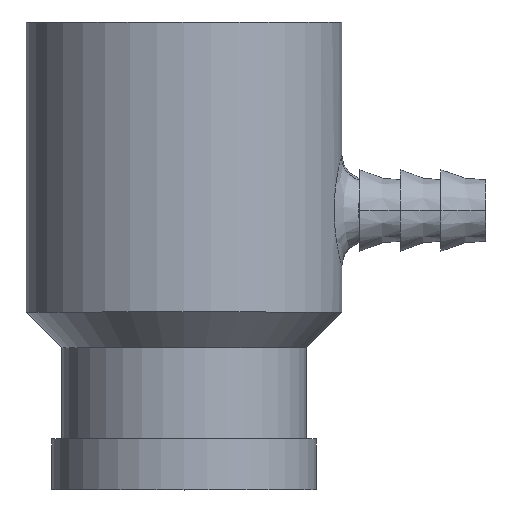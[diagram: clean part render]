
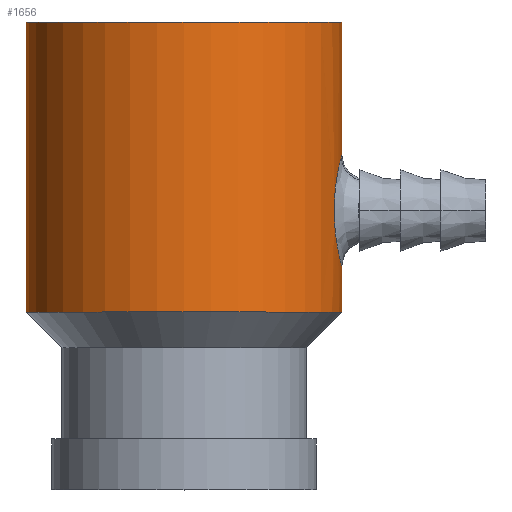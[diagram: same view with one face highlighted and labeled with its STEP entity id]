
A CAD part, top view. The second image highlights one B-rep face of the part: STEP entity #1656.
In plain terms, the highlighted cylindrical face has radius 15.5 mm (diameter 31 mm), a partial arc.
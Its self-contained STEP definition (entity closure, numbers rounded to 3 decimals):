
#9 = CARTESIAN_POINT ( 'NONE',  ( -15.955, 47.986, 102.661 ) ) ;
#13 = CARTESIAN_POINT ( 'NONE',  ( -16.442, 50.75, 104.949 ) ) ;
#18 = CARTESIAN_POINT ( 'NONE',  ( -15.82, 58.45, 100.6 ) ) ;
#19 = CARTESIAN_POINT ( 'NONE',  ( -16.074, 48.508, 103.407 ) ) ;
#23 = CARTESIAN_POINT ( 'NONE',  ( -15.865, 47.622, 101.813 ) ) ;
#86 = VECTOR ( 'NONE', #144, 1000. ) ;
#133 = VERTEX_POINT ( 'NONE', #997 ) ;
#135 = DIRECTION ( 'NONE',  ( 0., 1., 0. ) ) ;
#144 = DIRECTION ( 'NONE',  ( 0., 1., 0. ) ) ;
#190 = CARTESIAN_POINT ( 'NONE',  ( -15.993, 48.144, 102.921 ) ) ;
#207 = CARTESIAN_POINT ( 'NONE',  ( -16.557, 53.466, 105.323 ) ) ;
#210 = EDGE_CURVE ( 'NONE', #2114, #977, #639, .T. ) ;
#214 = CARTESIAN_POINT ( 'NONE',  ( -16.43, 55.256, 104.908 ) ) ;
#215 = ORIENTED_EDGE ( 'NONE', *, *, #1017, .F. ) ;
#218 = VERTEX_POINT ( 'NONE', #1146 ) ;
#219 = CARTESIAN_POINT ( 'NONE',  ( -16.373, 50.19, 104.706 ) ) ;
#266 = CARTESIAN_POINT ( 'NONE',  ( -15.883, 58.206, 101.994 ) ) ;
#295 = DIRECTION ( 'NONE',  ( -1., 0., 0. ) ) ;
#300 = CARTESIAN_POINT ( 'NONE',  ( -46.82, 25.5, 100.6 ) ) ;
#375 = AXIS2_PLACEMENT_3D ( 'NONE', #1237, #1809, #1625 ) ;
#392 = ORIENTED_EDGE ( 'NONE', *, *, #1724, .T. ) ;
#401 = CARTESIAN_POINT ( 'NONE',  ( -15.829, 47.486, 101.219 ) ) ;
#467 = FACE_OUTER_BOUND ( 'NONE', #1627, .T. ) ;
#473 = CARTESIAN_POINT ( 'NONE',  ( -31.32, 42.95, 100.6 ) ) ;
#554 = CARTESIAN_POINT ( 'NONE',  ( -15.82, 58.45, 100.836 ) ) ;
#573 = CARTESIAN_POINT ( 'NONE',  ( -15.82, 47.45, 100.911 ) ) ;
#579 = LINE ( 'NONE', #1499, #86 ) ;
#582 = CARTESIAN_POINT ( 'NONE',  ( -16.319, 56.08, 104.504 ) ) ;
#595 = CARTESIAN_POINT ( 'NONE',  ( -16.277, 56.337, 104.342 ) ) ;
#639 = B_SPLINE_CURVE_WITH_KNOTS ( 'NONE', 3,
 ( #1524, #573, #401, #23, #1367, #9, #190, #19, #1360, #976, #1543, #1935, #219, #13, #1730, #1921, #2318, #1345, #2115, #207, #1166, #1553, #1720, #214, #1535, #582, #595, #765, #2105, #1527, #954, #781, #2294, #1746 ),
 .UNSPECIFIED., .F., .F.,
 ( 4, 2, 2, 2, 2, 2, 2, 2, 2, 2, 2, 2, 2, 2, 2, 2, 4 ),
 ( 0., 0.001, 0.002, 0.003, 0.004, 0.005, 0.006, 0.007, 0.007, 0.008, 0.009, 0.01, 0.011, 0.012, 0.013, 0.014, 0.015 ),
 .UNSPECIFIED. ) ;
#737 = CARTESIAN_POINT ( 'NONE',  ( -15.863, 58.285, 101.773 ) ) ;
#745 = ORIENTED_EDGE ( 'NONE', *, *, #2308, .T. ) ;
#749 = VECTOR ( 'NONE', #135, 1000. ) ;
#751 = VECTOR ( 'NONE', #2316, 1000. ) ;
#765 = CARTESIAN_POINT ( 'NONE',  ( -16.19, 56.824, 103.973 ) ) ;
#781 = CARTESIAN_POINT ( 'NONE',  ( -15.942, 57.97, 102.558 ) ) ;
#795 = CARTESIAN_POINT ( 'NONE',  ( -15.82, 25.5, 100.6 ) ) ;
#896 = EDGE_CURVE ( 'NONE', #133, #2114, #2388, .T. ) ;
#954 = CARTESIAN_POINT ( 'NONE',  ( -16.018, 57.648, 103.081 ) ) ;
#976 = CARTESIAN_POINT ( 'NONE',  ( -16.207, 49.165, 104.048 ) ) ;
#977 = VERTEX_POINT ( 'NONE', #266 ) ;
#997 = CARTESIAN_POINT ( 'NONE',  ( -15.82, 42.95, 100.6 ) ) ;
#1017 = EDGE_CURVE ( 'NONE', #2137, #2421, #1459, .T. ) ;
#1116 = CARTESIAN_POINT ( 'NONE',  ( -15.847, 58.347, 101.545 ) ) ;
#1146 = CARTESIAN_POINT ( 'NONE',  ( -46.82, 42.95, 100.6 ) ) ;
#1166 = CARTESIAN_POINT ( 'NONE',  ( -16.546, 53.776, 105.29 ) ) ;
#1237 = CARTESIAN_POINT ( 'NONE',  ( -31.32, 71.45, 100.6 ) ) ;
#1268 = ORIENTED_EDGE ( 'NONE', *, *, #1751, .F. ) ;
#1345 = CARTESIAN_POINT ( 'NONE',  ( -16.56, 52.546, 105.331 ) ) ;
#1360 = CARTESIAN_POINT ( 'NONE',  ( -16.119, 48.716, 103.636 ) ) ;
#1367 = CARTESIAN_POINT ( 'NONE',  ( -15.891, 47.723, 102.105 ) ) ;
#1388 = CARTESIAN_POINT ( 'NONE',  ( -15.82, 71.45, 100.6 ) ) ;
#1408 = CARTESIAN_POINT ( 'NONE',  ( -31.32, 25.5, 100.6 ) ) ;
#1459 = CIRCLE ( 'NONE', #375, 15.5 ) ;
#1476 = CARTESIAN_POINT ( 'NONE',  ( -15.883, 58.206, 101.994 ) ) ;
#1499 = CARTESIAN_POINT ( 'NONE',  ( -15.82, 25.5, 100.6 ) ) ;
#1524 = CARTESIAN_POINT ( 'NONE',  ( -15.82, 47.45, 100.6 ) ) ;
#1527 = CARTESIAN_POINT ( 'NONE',  ( -16.059, 57.463, 103.322 ) ) ;
#1532 = AXIS2_PLACEMENT_3D ( 'NONE', #1408, #2159, #295 ) ;
#1535 = CARTESIAN_POINT ( 'NONE',  ( -16.395, 55.541, 104.786 ) ) ;
#1543 = CARTESIAN_POINT ( 'NONE',  ( -16.251, 49.405, 104.232 ) ) ;
#1553 = CARTESIAN_POINT ( 'NONE',  ( -16.512, 54.38, 105.181 ) ) ;
#1558 = ORIENTED_EDGE ( 'NONE', *, *, #2223, .T. ) ;
#1580 = AXIS2_PLACEMENT_3D ( 'NONE', #473, #1864, #1642 ) ;
#1619 = CARTESIAN_POINT ( 'NONE',  ( -15.82, 47.45, 100.6 ) ) ;
#1625 = DIRECTION ( 'NONE',  ( -1., 0., 0. ) ) ;
#1627 = EDGE_LOOP ( 'NONE', ( #392, #2254, #1781, #745, #1558, #215, #1268 ) ) ;
#1642 = DIRECTION ( 'NONE',  ( -1., 0., 0. ) ) ;
#1656 = ADVANCED_FACE ( 'NONE', ( #467 ), #2074, .T. ) ;
#1702 = CARTESIAN_POINT ( 'NONE',  ( -15.825, 58.429, 101.074 ) ) ;
#1720 = CARTESIAN_POINT ( 'NONE',  ( -16.489, 54.676, 105.105 ) ) ;
#1724 = EDGE_CURVE ( 'NONE', #218, #133, #2456, .T. ) ;
#1730 = CARTESIAN_POINT ( 'NONE',  ( -16.472, 51.038, 105.049 ) ) ;
#1746 = CARTESIAN_POINT ( 'NONE',  ( -15.883, 58.206, 101.994 ) ) ;
#1751 = EDGE_CURVE ( 'NONE', #218, #2137, #1952, .T. ) ;
#1781 = ORIENTED_EDGE ( 'NONE', *, *, #210, .T. ) ;
#1809 = DIRECTION ( 'NONE',  ( 0., 1., 0. ) ) ;
#1864 = DIRECTION ( 'NONE',  ( 0., 1., 0. ) ) ;
#1882 = B_SPLINE_CURVE_WITH_KNOTS ( 'NONE', 3,
 ( #1476, #737, #1116, #1702, #554, #2472 ),
 .UNSPECIFIED., .F., .F.,
 ( 4, 2, 4 ),
 ( 0.015, 0.016, 0.016 ),
 .UNSPECIFIED. ) ;
#1921 = CARTESIAN_POINT ( 'NONE',  ( -16.52, 51.63, 105.205 ) ) ;
#1935 = CARTESIAN_POINT ( 'NONE',  ( -16.334, 49.917, 104.561 ) ) ;
#1952 = LINE ( 'NONE', #300, #749 ) ;
#2074 = CYLINDRICAL_SURFACE ( 'NONE', #1532, 15.5 ) ;
#2099 = VERTEX_POINT ( 'NONE', #18 ) ;
#2105 = CARTESIAN_POINT ( 'NONE',  ( -16.145, 57.053, 103.767 ) ) ;
#2114 = VERTEX_POINT ( 'NONE', #1619 ) ;
#2115 = CARTESIAN_POINT ( 'NONE',  ( -16.563, 52.852, 105.343 ) ) ;
#2137 = VERTEX_POINT ( 'NONE', #2429 ) ;
#2159 = DIRECTION ( 'NONE',  ( 0., 1., 0. ) ) ;
#2223 = EDGE_CURVE ( 'NONE', #2099, #2421, #579, .T. ) ;
#2254 = ORIENTED_EDGE ( 'NONE', *, *, #896, .T. ) ;
#2294 = CARTESIAN_POINT ( 'NONE',  ( -15.909, 58.104, 102.281 ) ) ;
#2308 = EDGE_CURVE ( 'NONE', #977, #2099, #1882, .T. ) ;
#2316 = DIRECTION ( 'NONE',  ( 0., 1., 0. ) ) ;
#2318 = CARTESIAN_POINT ( 'NONE',  ( -16.538, 51.936, 105.262 ) ) ;
#2388 = LINE ( 'NONE', #795, #751 ) ;
#2421 = VERTEX_POINT ( 'NONE', #1388 ) ;
#2429 = CARTESIAN_POINT ( 'NONE',  ( -46.82, 71.45, 100.6 ) ) ;
#2456 = CIRCLE ( 'NONE', #1580, 15.5 ) ;
#2472 = CARTESIAN_POINT ( 'NONE',  ( -15.82, 58.45, 100.6 ) ) ;
